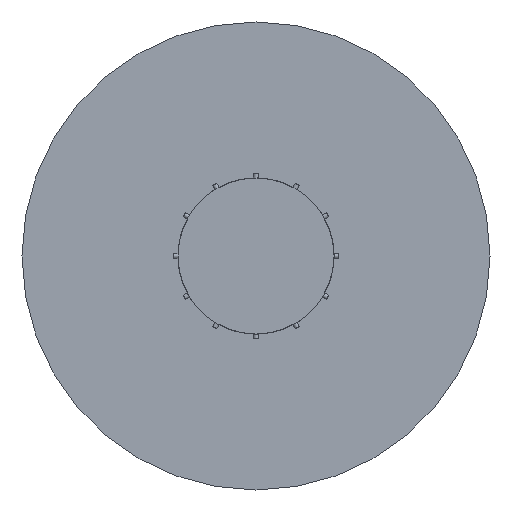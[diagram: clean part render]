
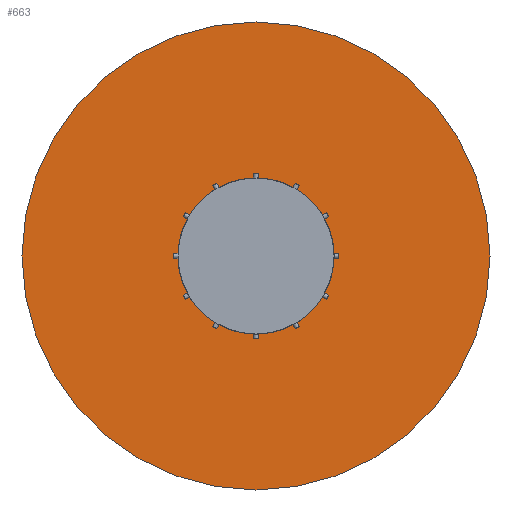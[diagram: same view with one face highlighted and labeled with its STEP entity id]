
A CAD part, left-side view. The second image highlights one B-rep face of the part: STEP entity #663.
In plain terms, the highlighted planar face has unit normal (-1, 0, 0).
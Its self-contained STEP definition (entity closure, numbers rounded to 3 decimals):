
#98 = DIRECTION ( 'NONE',  ( 0., 0., 1. ) ) ;
#255 = CARTESIAN_POINT ( 'NONE',  ( 67., 50., 0. ) ) ;
#263 = VERTEX_POINT ( 'NONE', #2504 ) ;
#357 = DIRECTION ( 'NONE',  ( -1., 0., 0. ) ) ;
#371 = EDGE_CURVE ( 'NONE', #263, #1703, #1038, .T. ) ;
#563 = CIRCLE ( 'NONE', #3283, 150. ) ;
#633 = EDGE_LOOP ( 'NONE', ( #2014, #1792 ) ) ;
#663 = ADVANCED_FACE ( 'NONE', ( #1553, #1273 ), #3466, .F. ) ;
#668 = EDGE_CURVE ( 'NONE', #1703, #263, #1123, .T. ) ;
#1038 = CIRCLE ( 'NONE', #1499, 50. ) ;
#1073 = ORIENTED_EDGE ( 'NONE', *, *, #371, .F. ) ;
#1082 = DIRECTION ( 'NONE',  ( -1., 0., 0. ) ) ;
#1123 = CIRCLE ( 'NONE', #3206, 50. ) ;
#1255 = CARTESIAN_POINT ( 'NONE',  ( 67., 0., 150. ) ) ;
#1273 = FACE_OUTER_BOUND ( 'NONE', #633, .T. ) ;
#1339 = DIRECTION ( 'NONE',  ( 0., 0., -1. ) ) ;
#1384 = CIRCLE ( 'NONE', #2252, 150. ) ;
#1397 = CARTESIAN_POINT ( 'NONE',  ( 67., 0., 0. ) ) ;
#1474 = VERTEX_POINT ( 'NONE', #2153 ) ;
#1499 = AXIS2_PLACEMENT_3D ( 'NONE', #1518, #3408, #98 ) ;
#1518 = CARTESIAN_POINT ( 'NONE',  ( 67., 0., 0. ) ) ;
#1530 = CARTESIAN_POINT ( 'NONE',  ( 67., 0., 0. ) ) ;
#1553 = FACE_BOUND ( 'NONE', #3131, .T. ) ;
#1572 = EDGE_CURVE ( 'NONE', #2293, #1474, #1384, .T. ) ;
#1595 = DIRECTION ( 'NONE',  ( 0., 0., 1. ) ) ;
#1655 = DIRECTION ( 'NONE',  ( 1., 0., 0. ) ) ;
#1703 = VERTEX_POINT ( 'NONE', #2601 ) ;
#1792 = ORIENTED_EDGE ( 'NONE', *, *, #3164, .T. ) ;
#1867 = CARTESIAN_POINT ( 'NONE',  ( 67., 0., 0. ) ) ;
#2014 = ORIENTED_EDGE ( 'NONE', *, *, #1572, .T. ) ;
#2153 = CARTESIAN_POINT ( 'NONE',  ( 67., 0., -150. ) ) ;
#2175 = ORIENTED_EDGE ( 'NONE', *, *, #668, .F. ) ;
#2252 = AXIS2_PLACEMENT_3D ( 'NONE', #1867, #2965, #1595 ) ;
#2293 = VERTEX_POINT ( 'NONE', #1255 ) ;
#2452 = DIRECTION ( 'NONE',  ( 0., 0., 1. ) ) ;
#2504 = CARTESIAN_POINT ( 'NONE',  ( 67., 0., 50. ) ) ;
#2601 = CARTESIAN_POINT ( 'NONE',  ( 67., 0., -50. ) ) ;
#2632 = DIRECTION ( 'NONE',  ( 0., 0., 1. ) ) ;
#2965 = DIRECTION ( 'NONE',  ( -1., 0., 0. ) ) ;
#3131 = EDGE_LOOP ( 'NONE', ( #1073, #2175 ) ) ;
#3164 = EDGE_CURVE ( 'NONE', #1474, #2293, #563, .T. ) ;
#3206 = AXIS2_PLACEMENT_3D ( 'NONE', #1397, #1082, #2452 ) ;
#3283 = AXIS2_PLACEMENT_3D ( 'NONE', #1530, #357, #2632 ) ;
#3313 = AXIS2_PLACEMENT_3D ( 'NONE', #255, #1655, #1339 ) ;
#3408 = DIRECTION ( 'NONE',  ( -1., 0., 0. ) ) ;
#3466 = PLANE ( 'NONE',  #3313 ) ;
